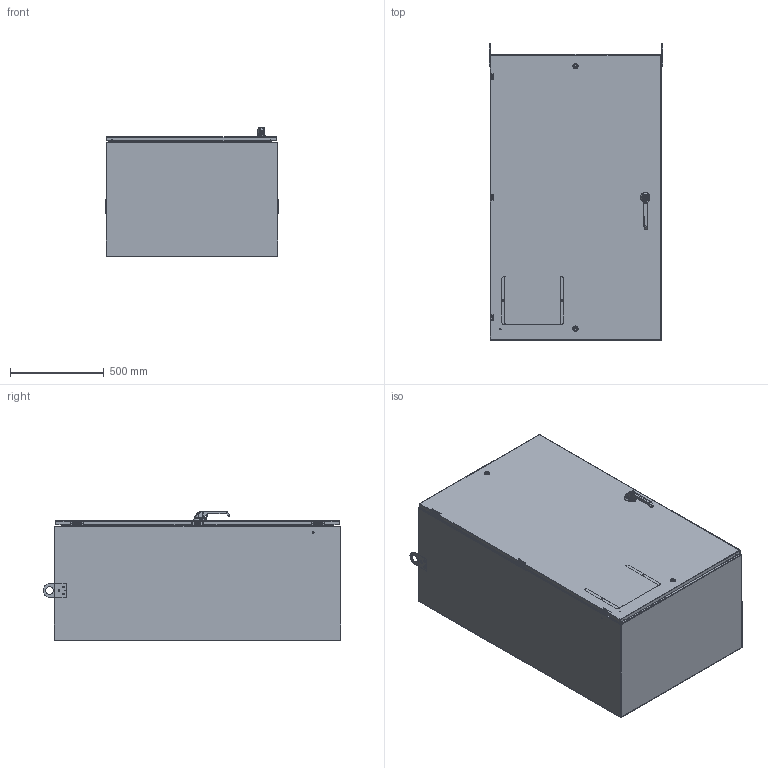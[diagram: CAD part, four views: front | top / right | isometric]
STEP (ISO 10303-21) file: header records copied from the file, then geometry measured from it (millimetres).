
FILE_DESCRIPTION (( 'STEP AP214' ), '1' );
FILE_NAME ('SCE-60EL3624LPPL.STEP', '2023-08-24T13:46:31', ( '' ), ( '' ), 'SwSTEP 2.0', 'SolidWorks 2021', '' );
FILE_SCHEMA (( 'AUTOMOTIVE_DESIGN' ));
Length unit declared in the file: inch
Products named in the file (1): SCE-60EL3624LPPL
Bounding box: 921.05 x 1582.67 x 687.76 mm (x, y, z)
Volume: 15545597.8 mm3; surface area: 15072226.8 mm2
Topology: 49 solids, 52 shells, 3134 faces, 8251 edges, 5214 vertices
Faces by surface type: plane 1406, cylinder 1083, bspline 380, cone 198, torus 59, sphere 8
Full cylindrical faces by diameter (mm): 1.016 x3, 3.978 x3, 4.318 x9, 4.369 x6, 4.775 x4, 4.978 x12, 5.207 x6, 5.232 x6, 5.5 x1, 5.537 x3, 6.096 x6, 6.198 x6, 6.35 x6, 8.738 x3, 9.525 x6, 11.112 x4, 15.9 x1, 19.05 x1, 27 x3
Entity records: 126839 total; most frequent: CARTESIAN_POINT 52349, ORIENTED_EDGE 15984, DIRECTION 14296, EDGE_CURVE 7992, VERTEX_POINT 5149, AXIS2_PLACEMENT_3D 5061, VECTOR 4174, LINE 4174
